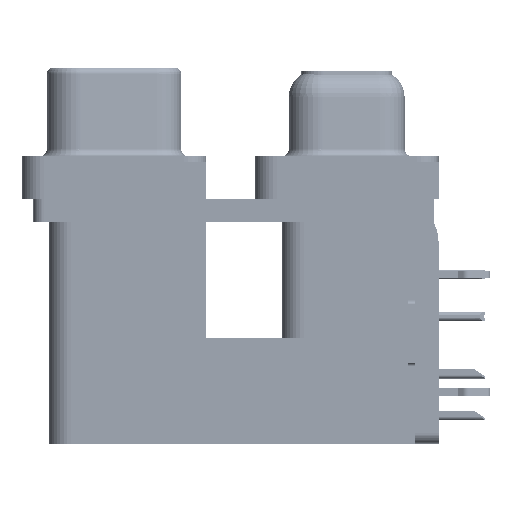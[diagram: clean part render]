
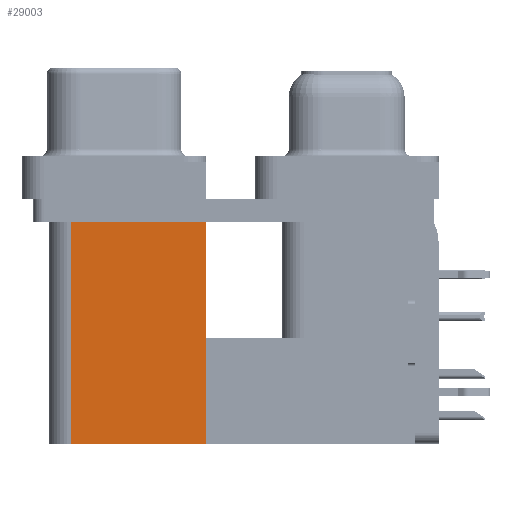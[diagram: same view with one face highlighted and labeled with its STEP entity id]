
A CAD part, left-side view. The second image highlights one B-rep face of the part: STEP entity #29003.
In plain terms, the highlighted planar face has unit normal (-1, 0, 0).
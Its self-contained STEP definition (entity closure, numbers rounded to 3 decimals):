
#1830 = DIRECTION ( 'NONE',  ( 0., 0., 1. ) ) ;
#1850 = ORIENTED_EDGE ( 'NONE', *, *, #54678, .F. ) ;
#2758 = CARTESIAN_POINT ( 'NONE',  ( 3.79, 9.6, -19.2 ) ) ;
#3517 = CARTESIAN_POINT ( 'NONE',  ( 3.79, 18.8, -19.2 ) ) ;
#5922 = VERTEX_POINT ( 'NONE', #3517 ) ;
#6490 = CARTESIAN_POINT ( 'NONE',  ( 3.79, 9.6, -2.5 ) ) ;
#15671 = VERTEX_POINT ( 'NONE', #53778 ) ;
#17794 = ORIENTED_EDGE ( 'NONE', *, *, #20605, .T. ) ;
#18903 = LINE ( 'NONE', #2758, #37959 ) ;
#18913 = LINE ( 'NONE', #45320, #53584 ) ;
#20414 = DIRECTION ( 'NONE',  ( 1., 0., 0. ) ) ;
#20605 = EDGE_CURVE ( 'NONE', #31998, #44863, #42559, .T. ) ;
#26235 = LINE ( 'NONE', #39547, #58627 ) ;
#26814 = CARTESIAN_POINT ( 'NONE',  ( 3.79, 18.8, -2.5 ) ) ;
#29003 = ADVANCED_FACE ( 'NONE', ( #46117 ), #40965, .F. ) ;
#29538 = DIRECTION ( 'NONE',  ( 0., 0., 1. ) ) ;
#31998 = VERTEX_POINT ( 'NONE', #6490 ) ;
#34663 = DIRECTION ( 'NONE',  ( 0., 1., 0. ) ) ;
#37771 = EDGE_CURVE ( 'NONE', #15671, #5922, #18903, .T. ) ;
#37959 = VECTOR ( 'NONE', #34663, 1000. ) ;
#39083 = ORIENTED_EDGE ( 'NONE', *, *, #46397, .T. ) ;
#39547 = CARTESIAN_POINT ( 'NONE',  ( 3.79, 9.6, -19.2 ) ) ;
#40308 = DIRECTION ( 'NONE',  ( 0., 0., -1. ) ) ;
#40965 = PLANE ( 'NONE',  #65011 ) ;
#42559 = LINE ( 'NONE', #47030, #49056 ) ;
#44863 = VERTEX_POINT ( 'NONE', #26814 ) ;
#45320 = CARTESIAN_POINT ( 'NONE',  ( 3.79, 18.8, -19.2 ) ) ;
#46117 = FACE_OUTER_BOUND ( 'NONE', #53700, .T. ) ;
#46397 = EDGE_CURVE ( 'NONE', #15671, #31998, #26235, .T. ) ;
#47030 = CARTESIAN_POINT ( 'NONE',  ( 3.79, 9.6, -2.5 ) ) ;
#49056 = VECTOR ( 'NONE', #57678, 1000. ) ;
#52510 = ORIENTED_EDGE ( 'NONE', *, *, #37771, .F. ) ;
#53584 = VECTOR ( 'NONE', #29538, 1000. ) ;
#53700 = EDGE_LOOP ( 'NONE', ( #17794, #1850, #52510, #39083 ) ) ;
#53778 = CARTESIAN_POINT ( 'NONE',  ( 3.79, 9.6, -19.2 ) ) ;
#54678 = EDGE_CURVE ( 'NONE', #5922, #44863, #18913, .T. ) ;
#55408 = CARTESIAN_POINT ( 'NONE',  ( 3.79, 9.6, -19.2 ) ) ;
#57678 = DIRECTION ( 'NONE',  ( 0., 1., 0. ) ) ;
#58627 = VECTOR ( 'NONE', #1830, 1000. ) ;
#65011 = AXIS2_PLACEMENT_3D ( 'NONE', #55408, #20414, #40308 ) ;
